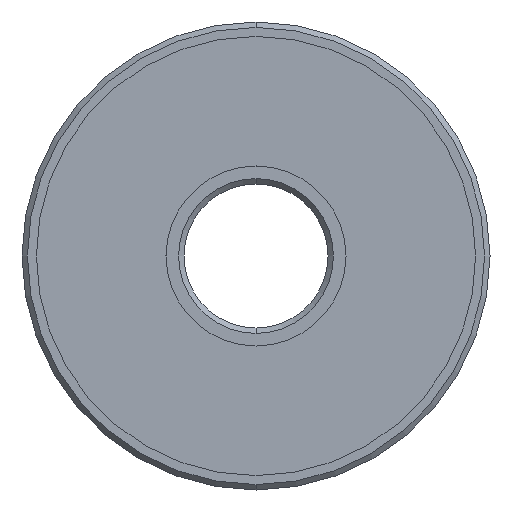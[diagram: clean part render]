
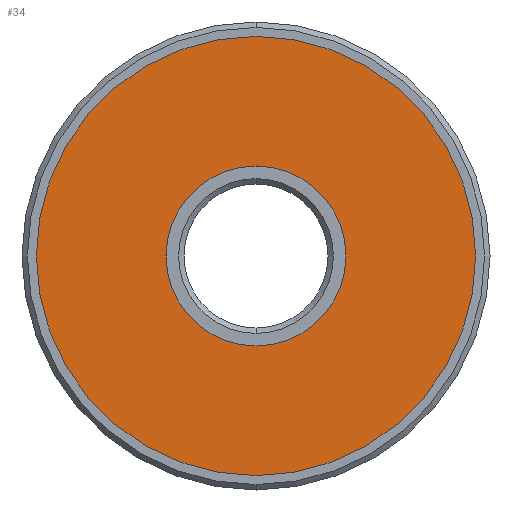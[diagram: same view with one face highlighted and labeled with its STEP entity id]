
A CAD part, front view. The second image highlights one B-rep face of the part: STEP entity #34.
In plain terms, the highlighted planar face has unit normal (0, -1, 0).
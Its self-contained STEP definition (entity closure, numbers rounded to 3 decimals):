
#9 = AXIS2_PLACEMENT_3D ( 'NONE', #510, #71, #228 ) ;
#18 = VERTEX_POINT ( 'NONE', #302 ) ;
#34 = ADVANCED_FACE ( 'NONE', ( #51, #689 ), #220, .T. ) ;
#35 = VERTEX_POINT ( 'NONE', #1071 ) ;
#50 = EDGE_CURVE ( 'NONE', #35, #660, #902, .T. ) ;
#51 = FACE_OUTER_BOUND ( 'NONE', #430, .T. ) ;
#57 = CIRCLE ( 'NONE', #9, 2.5 ) ;
#70 = DIRECTION ( 'NONE',  ( 0., -1., 0. ) ) ;
#71 = DIRECTION ( 'NONE',  ( 0., -1., 0. ) ) ;
#104 = CARTESIAN_POINT ( 'NONE',  ( 0., 0.2, -6.1 ) ) ;
#147 = ORIENTED_EDGE ( 'NONE', *, *, #242, .F. ) ;
#160 = DIRECTION ( 'NONE',  ( 0., -1., 0. ) ) ;
#198 = AXIS2_PLACEMENT_3D ( 'NONE', #890, #70, #899 ) ;
#220 = PLANE ( 'NONE',  #389 ) ;
#225 = EDGE_LOOP ( 'NONE', ( #147, #733 ) ) ;
#228 = DIRECTION ( 'NONE',  ( 0., 0., -1. ) ) ;
#242 = EDGE_CURVE ( 'NONE', #969, #18, #247, .T. ) ;
#247 = CIRCLE ( 'NONE', #868, 2.5 ) ;
#302 = CARTESIAN_POINT ( 'NONE',  ( 0., 0.2, -2.5 ) ) ;
#336 = DIRECTION ( 'NONE',  ( 0., 0., -1. ) ) ;
#385 = CARTESIAN_POINT ( 'NONE',  ( 0., 0.2, 0. ) ) ;
#389 = AXIS2_PLACEMENT_3D ( 'NONE', #562, #759, #393 ) ;
#393 = DIRECTION ( 'NONE',  ( 0., 0., -1. ) ) ;
#430 = EDGE_LOOP ( 'NONE', ( #494, #796 ) ) ;
#438 = DIRECTION ( 'NONE',  ( 0., -1., 0. ) ) ;
#468 = EDGE_CURVE ( 'NONE', #18, #969, #57, .T. ) ;
#494 = ORIENTED_EDGE ( 'NONE', *, *, #50, .T. ) ;
#508 = CARTESIAN_POINT ( 'NONE',  ( 0., 0.2, 2.5 ) ) ;
#510 = CARTESIAN_POINT ( 'NONE',  ( 0., 0.2, 0. ) ) ;
#562 = CARTESIAN_POINT ( 'NONE',  ( 0., 0.2, 0. ) ) ;
#660 = VERTEX_POINT ( 'NONE', #104 ) ;
#689 = FACE_BOUND ( 'NONE', #225, .T. ) ;
#733 = ORIENTED_EDGE ( 'NONE', *, *, #468, .F. ) ;
#759 = DIRECTION ( 'NONE',  ( 0., -1., 0. ) ) ;
#796 = ORIENTED_EDGE ( 'NONE', *, *, #1038, .T. ) ;
#800 = CIRCLE ( 'NONE', #198, 6.1 ) ;
#868 = AXIS2_PLACEMENT_3D ( 'NONE', #1045, #438, #1032 ) ;
#890 = CARTESIAN_POINT ( 'NONE',  ( 0., 0.2, 0. ) ) ;
#899 = DIRECTION ( 'NONE',  ( 0., 0., -1. ) ) ;
#902 = CIRCLE ( 'NONE', #1062, 6.1 ) ;
#969 = VERTEX_POINT ( 'NONE', #508 ) ;
#1032 = DIRECTION ( 'NONE',  ( 0., 0., -1. ) ) ;
#1038 = EDGE_CURVE ( 'NONE', #660, #35, #800, .T. ) ;
#1045 = CARTESIAN_POINT ( 'NONE',  ( 0., 0.2, 0. ) ) ;
#1062 = AXIS2_PLACEMENT_3D ( 'NONE', #385, #160, #336 ) ;
#1071 = CARTESIAN_POINT ( 'NONE',  ( 0., 0.2, 6.1 ) ) ;
